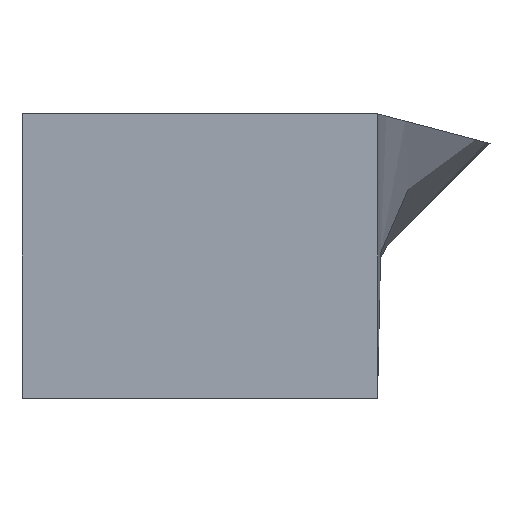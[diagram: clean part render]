
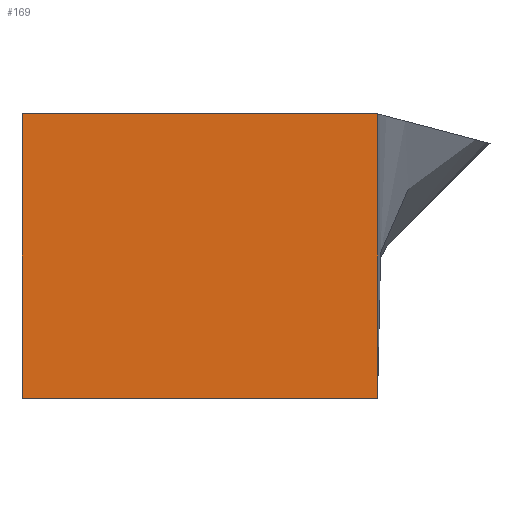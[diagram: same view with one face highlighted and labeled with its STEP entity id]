
A CAD part, left-side view. The second image highlights one B-rep face of the part: STEP entity #169.
In plain terms, the highlighted planar face has unit normal (-1, 0, 0).
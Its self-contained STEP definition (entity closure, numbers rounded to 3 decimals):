
#7 = CARTESIAN_POINT ( 'NONE',  ( 0., 0., 20. ) ) ;
#12 = DIRECTION ( 'NONE',  ( -1., 0., 0. ) ) ;
#14 = DIRECTION ( 'NONE',  ( 0., 0., 1. ) ) ;
#16 = DIRECTION ( 'NONE',  ( 0., 0., 1. ) ) ;
#20 = LINE ( 'NONE', #49, #56 ) ;
#23 = DIRECTION ( 'NONE',  ( 0., -1., 0. ) ) ;
#37 = CARTESIAN_POINT ( 'NONE',  ( 0., 50., -20. ) ) ;
#43 = CARTESIAN_POINT ( 'NONE',  ( 0., 50., -20. ) ) ;
#48 = ORIENTED_EDGE ( 'NONE', *, *, #60, .T. ) ;
#49 = CARTESIAN_POINT ( 'NONE',  ( 0., 0., 20. ) ) ;
#50 = EDGE_LOOP ( 'NONE', ( #143, #65, #48, #140 ) ) ;
#55 = CARTESIAN_POINT ( 'NONE',  ( 0., 0., -20. ) ) ;
#56 = VECTOR ( 'NONE', #75, 1000. ) ;
#60 = EDGE_CURVE ( 'NONE', #94, #86, #154, .T. ) ;
#62 = VECTOR ( 'NONE', #23, 1000. ) ;
#64 = CARTESIAN_POINT ( 'NONE',  ( 0., 0., -20. ) ) ;
#65 = ORIENTED_EDGE ( 'NONE', *, *, #115, .F. ) ;
#75 = DIRECTION ( 'NONE',  ( 0., -1., 0. ) ) ;
#77 = VECTOR ( 'NONE', #177, 1000. ) ;
#80 = LINE ( 'NONE', #130, #131 ) ;
#83 = EDGE_CURVE ( 'NONE', #104, #84, #20, .T. ) ;
#84 = VERTEX_POINT ( 'NONE', #7 ) ;
#86 = VERTEX_POINT ( 'NONE', #64 ) ;
#94 = VERTEX_POINT ( 'NONE', #37 ) ;
#97 = AXIS2_PLACEMENT_3D ( 'NONE', #55, #12, #16 ) ;
#103 = LINE ( 'NONE', #43, #77 ) ;
#104 = VERTEX_POINT ( 'NONE', #150 ) ;
#115 = EDGE_CURVE ( 'NONE', #94, #104, #103, .T. ) ;
#122 = CARTESIAN_POINT ( 'NONE',  ( 0., 0., -20. ) ) ;
#128 = PLANE ( 'NONE',  #97 ) ;
#130 = CARTESIAN_POINT ( 'NONE',  ( 0., 0., -20. ) ) ;
#131 = VECTOR ( 'NONE', #14, 1000. ) ;
#134 = EDGE_CURVE ( 'NONE', #86, #84, #80, .T. ) ;
#140 = ORIENTED_EDGE ( 'NONE', *, *, #134, .T. ) ;
#143 = ORIENTED_EDGE ( 'NONE', *, *, #83, .F. ) ;
#148 = FACE_OUTER_BOUND ( 'NONE', #50, .T. ) ;
#150 = CARTESIAN_POINT ( 'NONE',  ( 0., 50., 20. ) ) ;
#154 = LINE ( 'NONE', #122, #62 ) ;
#169 = ADVANCED_FACE ( 'NONE', ( #148 ), #128, .T. ) ;
#177 = DIRECTION ( 'NONE',  ( 0., 0., 1. ) ) ;
